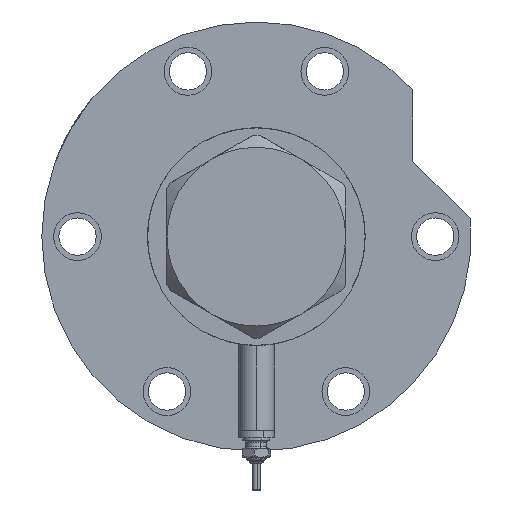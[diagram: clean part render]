
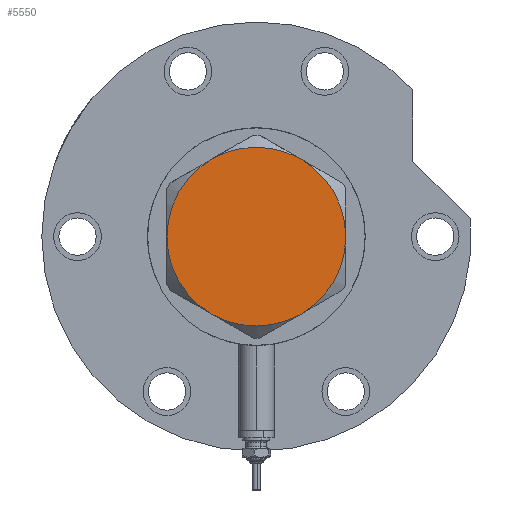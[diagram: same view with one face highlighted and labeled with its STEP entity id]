
A CAD part, left-side view. The second image highlights one B-rep face of the part: STEP entity #5550.
In plain terms, the highlighted face is planar.
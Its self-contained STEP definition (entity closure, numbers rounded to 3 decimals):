
#189 = ORIENTED_EDGE ( 'NONE', *, *, #6422, .T. ) ;
#219 = VERTEX_POINT ( 'NONE', #3418 ) ;
#328 = CIRCLE ( 'NONE', #6110, 30. ) ;
#441 = CARTESIAN_POINT ( 'NONE',  ( 0., 0., 14.5 ) ) ;
#512 = CIRCLE ( 'NONE', #3879, 30. ) ;
#641 = DIRECTION ( 'NONE',  ( 0., 0., 1. ) ) ;
#646 = VERTEX_POINT ( 'NONE', #6263 ) ;
#826 = EDGE_CURVE ( 'NONE', #646, #1190, #328, .T. ) ;
#890 = DIRECTION ( 'NONE',  ( 1., 0., 0. ) ) ;
#1017 = EDGE_CURVE ( 'NONE', #3628, #3422, #8099, .T. ) ;
#1149 = PLANE ( 'NONE',  #7479 ) ;
#1190 = VERTEX_POINT ( 'NONE', #2738 ) ;
#1525 = DIRECTION ( 'NONE',  ( 0., 0., 1. ) ) ;
#1769 = CARTESIAN_POINT ( 'NONE',  ( 0., 0., 14.5 ) ) ;
#1878 = CARTESIAN_POINT ( 'NONE',  ( 30., 0., 14.5 ) ) ;
#1905 = CARTESIAN_POINT ( 'NONE',  ( 0., 0., 14.5 ) ) ;
#2093 = AXIS2_PLACEMENT_3D ( 'NONE', #7286, #1525, #890 ) ;
#2105 = CARTESIAN_POINT ( 'NONE',  ( 0., 0., 14.5 ) ) ;
#2738 = CARTESIAN_POINT ( 'NONE',  ( -30., 0., 14.5 ) ) ;
#2903 = DIRECTION ( 'NONE',  ( 1., 0., 0. ) ) ;
#3006 = DIRECTION ( 'NONE',  ( 0., 0., 1. ) ) ;
#3034 = ORIENTED_EDGE ( 'NONE', *, *, #3407, .T. ) ;
#3100 = CARTESIAN_POINT ( 'NONE',  ( 15., -25.981, 14.5 ) ) ;
#3307 = ORIENTED_EDGE ( 'NONE', *, *, #1017, .T. ) ;
#3325 = CIRCLE ( 'NONE', #4002, 30. ) ;
#3407 = EDGE_CURVE ( 'NONE', #3422, #646, #6395, .T. ) ;
#3418 = CARTESIAN_POINT ( 'NONE',  ( -15., -25.981, 14.5 ) ) ;
#3422 = VERTEX_POINT ( 'NONE', #5553 ) ;
#3628 = VERTEX_POINT ( 'NONE', #1878 ) ;
#3879 = AXIS2_PLACEMENT_3D ( 'NONE', #2105, #6761, #2903 ) ;
#3896 = DIRECTION ( 'NONE',  ( 0., 0., 1. ) ) ;
#3933 = VERTEX_POINT ( 'NONE', #3100 ) ;
#3991 = DIRECTION ( 'NONE',  ( 0., 0., 1. ) ) ;
#4002 = AXIS2_PLACEMENT_3D ( 'NONE', #1905, #3896, #4485 ) ;
#4209 = CARTESIAN_POINT ( 'NONE',  ( 0., 0., 14.5 ) ) ;
#4277 = FACE_OUTER_BOUND ( 'NONE', #7411, .T. ) ;
#4485 = DIRECTION ( 'NONE',  ( 1., 0., 0. ) ) ;
#5063 = ORIENTED_EDGE ( 'NONE', *, *, #826, .T. ) ;
#5297 = EDGE_CURVE ( 'NONE', #1190, #219, #8021, .T. ) ;
#5490 = DIRECTION ( 'NONE',  ( 1., 0., 0. ) ) ;
#5550 = ADVANCED_FACE ( 'NONE', ( #4277 ), #1149, .T. ) ;
#5553 = CARTESIAN_POINT ( 'NONE',  ( 15., 25.981, 14.5 ) ) ;
#5640 = DIRECTION ( 'NONE',  ( 0., 0., 1. ) ) ;
#5659 = EDGE_CURVE ( 'NONE', #3933, #3628, #3325, .T. ) ;
#5953 = AXIS2_PLACEMENT_3D ( 'NONE', #1769, #641, #7492 ) ;
#6110 = AXIS2_PLACEMENT_3D ( 'NONE', #7966, #3991, #5490 ) ;
#6263 = CARTESIAN_POINT ( 'NONE',  ( -15., 25.981, 14.5 ) ) ;
#6395 = CIRCLE ( 'NONE', #2093, 30. ) ;
#6422 = EDGE_CURVE ( 'NONE', #219, #3933, #512, .T. ) ;
#6761 = DIRECTION ( 'NONE',  ( 0., 0., 1. ) ) ;
#7155 = ORIENTED_EDGE ( 'NONE', *, *, #5297, .T. ) ;
#7216 = AXIS2_PLACEMENT_3D ( 'NONE', #4209, #5640, #7563 ) ;
#7286 = CARTESIAN_POINT ( 'NONE',  ( 0., 0., 14.5 ) ) ;
#7411 = EDGE_LOOP ( 'NONE', ( #7610, #3307, #3034, #5063, #7155, #189 ) ) ;
#7479 = AXIS2_PLACEMENT_3D ( 'NONE', #441, #3006, #7628 ) ;
#7492 = DIRECTION ( 'NONE',  ( 1., 0., 0. ) ) ;
#7563 = DIRECTION ( 'NONE',  ( 1., 0., 0. ) ) ;
#7610 = ORIENTED_EDGE ( 'NONE', *, *, #5659, .T. ) ;
#7628 = DIRECTION ( 'NONE',  ( 1., 0., 0. ) ) ;
#7966 = CARTESIAN_POINT ( 'NONE',  ( 0., 0., 14.5 ) ) ;
#8021 = CIRCLE ( 'NONE', #7216, 30. ) ;
#8099 = CIRCLE ( 'NONE', #5953, 30. ) ;
